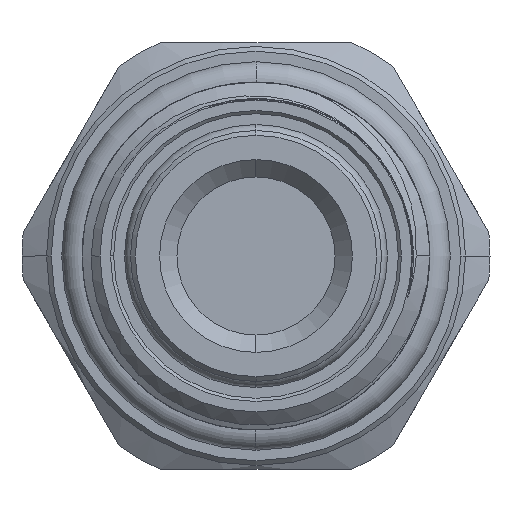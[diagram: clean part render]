
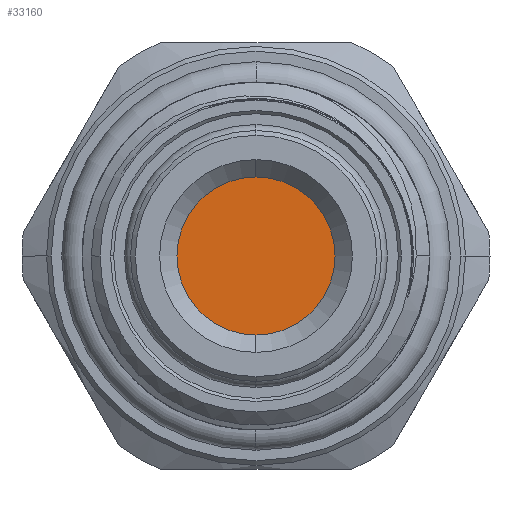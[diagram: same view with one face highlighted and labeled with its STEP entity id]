
A CAD part, left-side view. The second image highlights one B-rep face of the part: STEP entity #33160.
In plain terms, the highlighted planar face has unit normal (-1, 0, 0).
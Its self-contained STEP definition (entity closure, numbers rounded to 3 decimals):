
#138 = ORIENTED_EDGE ( 'NONE', *, *, #13308, .T. ) ;
#736 = AXIS2_PLACEMENT_3D ( 'NONE', #13072, #29764, #29887 ) ;
#3659 = VERTEX_POINT ( 'NONE', #18388 ) ;
#4205 = DIRECTION ( 'NONE',  ( 0., 0., 1. ) ) ;
#4304 = CIRCLE ( 'NONE', #19328, 5. ) ;
#8372 = VERTEX_POINT ( 'NONE', #24098 ) ;
#9313 = FACE_OUTER_BOUND ( 'NONE', #29053, .T. ) ;
#12933 = PLANE ( 'NONE',  #17802 ) ;
#13072 = CARTESIAN_POINT ( 'NONE',  ( -10.582, 0., 0. ) ) ;
#13084 = DIRECTION ( 'NONE',  ( -1., 0., 0. ) ) ;
#13308 = EDGE_CURVE ( 'NONE', #8372, #3659, #17658, .T. ) ;
#15759 = DIRECTION ( 'NONE',  ( -1., 0., 0. ) ) ;
#17658 = CIRCLE ( 'NONE', #736, 5. ) ;
#17802 = AXIS2_PLACEMENT_3D ( 'NONE', #21470, #15759, #18563 ) ;
#18388 = CARTESIAN_POINT ( 'NONE',  ( -10.582, 0., -5. ) ) ;
#18563 = DIRECTION ( 'NONE',  ( 0., 0., 1. ) ) ;
#19328 = AXIS2_PLACEMENT_3D ( 'NONE', #20907, #13084, #4205 ) ;
#20907 = CARTESIAN_POINT ( 'NONE',  ( -10.582, 0., 0. ) ) ;
#21470 = CARTESIAN_POINT ( 'NONE',  ( -10.582, 0., 0. ) ) ;
#24098 = CARTESIAN_POINT ( 'NONE',  ( -10.582, 0., 5. ) ) ;
#26941 = ORIENTED_EDGE ( 'NONE', *, *, #28568, .T. ) ;
#28568 = EDGE_CURVE ( 'NONE', #3659, #8372, #4304, .T. ) ;
#29053 = EDGE_LOOP ( 'NONE', ( #138, #26941 ) ) ;
#29764 = DIRECTION ( 'NONE',  ( -1., 0., 0. ) ) ;
#29887 = DIRECTION ( 'NONE',  ( 0., 0., 1. ) ) ;
#33160 = ADVANCED_FACE ( 'NONE', ( #9313 ), #12933, .T. ) ;
